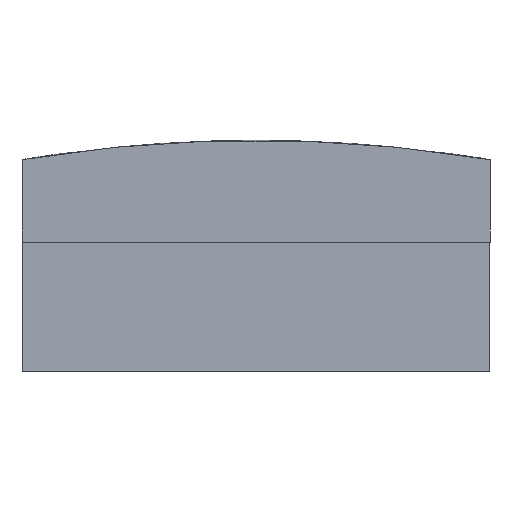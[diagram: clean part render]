
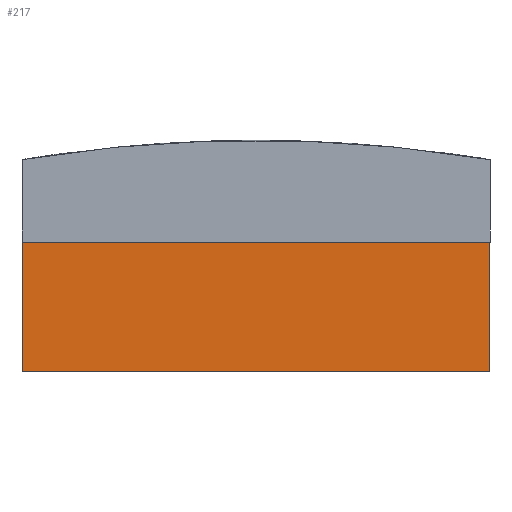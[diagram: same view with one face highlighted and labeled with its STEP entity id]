
A CAD part, front view. The second image highlights one B-rep face of the part: STEP entity #217.
In plain terms, the highlighted planar face has unit normal (0, -1, 0).
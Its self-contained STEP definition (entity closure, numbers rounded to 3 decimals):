
#217=ADVANCED_FACE('',(#241),#242,.T.);
#241=FACE_OUTER_BOUND('',#274,.T.);
#242=PLANE('',#275);
#274=EDGE_LOOP('',(#340,#341,#342,#343));
#275=AXIS2_PLACEMENT_3D('',#344,#345,#346);
#340=ORIENTED_EDGE('',*,*,#428,.T.);
#341=ORIENTED_EDGE('',*,*,#431,.T.);
#342=ORIENTED_EDGE('',*,*,#414,.F.);
#343=ORIENTED_EDGE('',*,*,#418,.T.);
#344=CARTESIAN_POINT('',(982.202,132.782,-27.331));
#345=DIRECTION('',(0.0,-1.0,0.));
#346=DIRECTION('',(0.0,0.,1.0));
#414=EDGE_CURVE('',#450,#451,#452,.T.);
#418=EDGE_CURVE('',#450,#458,#459,.T.);
#428=EDGE_CURVE('',#458,#475,#476,.T.);
#431=EDGE_CURVE('',#475,#451,#479,.T.);
#450=VERTEX_POINT('',#510);
#451=VERTEX_POINT('',#511);
#452=LINE('',#512,#513);
#458=VERTEX_POINT('',#522);
#459=LINE('',#523,#524);
#475=VERTEX_POINT('',#545);
#476=LINE('',#546,#547);
#479=LINE('',#552,#553);
#510=CARTESIAN_POINT('',(960.202,132.782,-31.017));
#511=CARTESIAN_POINT('',(960.202,132.782,-24.644));
#512=CARTESIAN_POINT('',(960.202,132.782,-28.826));
#513=VECTOR('',#726,1.);
#522=CARTESIAN_POINT('',(983.202,132.782,-31.017));
#523=CARTESIAN_POINT('',(970.202,132.782,-31.017));
#524=VECTOR('',#730,1.0);
#545=CARTESIAN_POINT('',(983.202,132.782,-24.644));
#546=CARTESIAN_POINT('',(983.202,132.782,-28.826));
#547=VECTOR('',#748,1.);
#552=CARTESIAN_POINT('',(981.202,132.782,-24.644));
#553=VECTOR('',#751,1.);
#726=DIRECTION('',(0.,0.,1.0));
#730=DIRECTION('',(1.0,0.0,0.0));
#748=DIRECTION('',(0.0,0.,1.0));
#751=DIRECTION('',(-1.0,0.0,0.0));
